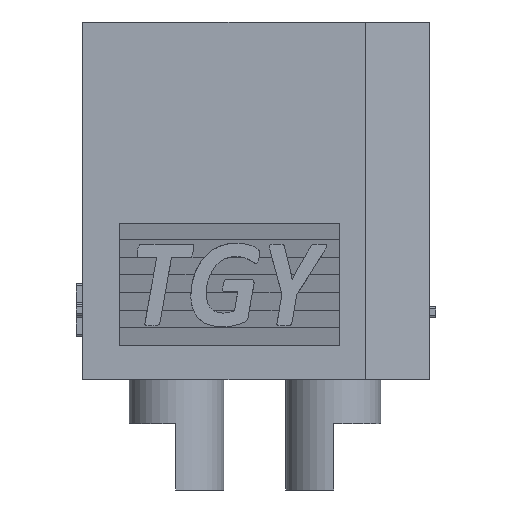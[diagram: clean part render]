
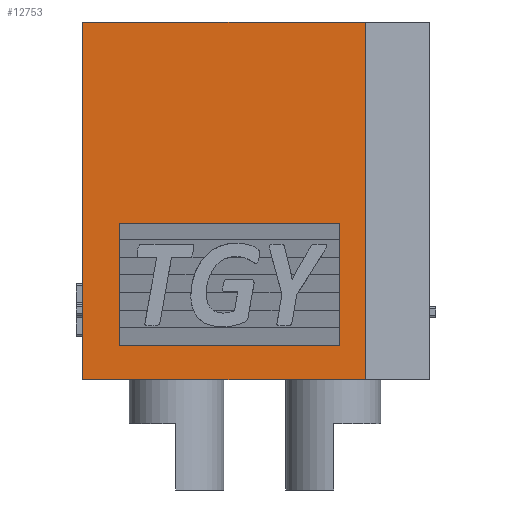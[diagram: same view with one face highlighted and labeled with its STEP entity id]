
A CAD part, front view. The second image highlights one B-rep face of the part: STEP entity #12753.
In plain terms, the highlighted planar face has unit normal (0, -1, 0).
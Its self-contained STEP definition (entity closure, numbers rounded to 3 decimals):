
#137 = DIRECTION ( 'NONE',  ( 1., 0., 0. ) ) ;
#179 = EDGE_CURVE ( 'NONE', #18064, #15684, #17684, .T. ) ;
#273 = VERTEX_POINT ( 'NONE', #16986 ) ;
#647 = DIRECTION ( 'NONE',  ( 0., -1., 0. ) ) ;
#659 = VECTOR ( 'NONE', #16756, 1000. ) ;
#817 = EDGE_CURVE ( 'NONE', #3891, #18064, #8291, .T. ) ;
#1342 = VECTOR ( 'NONE', #19244, 1000. ) ;
#1999 = EDGE_CURVE ( 'NONE', #273, #3891, #11116, .T. ) ;
#2026 = VECTOR ( 'NONE', #4893, 1000. ) ;
#2046 = DIRECTION ( 'NONE',  ( 0., -1., 0. ) ) ;
#2067 = PLANE ( 'NONE',  #7525 ) ;
#2269 = ORIENTED_EDGE ( 'NONE', *, *, #19007, .F. ) ;
#2277 = CARTESIAN_POINT ( 'NONE',  ( -25.195, 28.536, 8.1 ) ) ;
#2969 = AXIS2_PLACEMENT_3D ( 'NONE', #15045, #14776, #16593 ) ;
#2998 = DIRECTION ( 'NONE',  ( 0., -1., 0. ) ) ;
#3435 = LINE ( 'NONE', #6362, #12270 ) ;
#3516 = EDGE_CURVE ( 'NONE', #15896, #8186, #9058, .T. ) ;
#3529 = ORIENTED_EDGE ( 'NONE', *, *, #9299, .F. ) ;
#3550 = CARTESIAN_POINT ( 'NONE',  ( -26.445, 28.536, -6.557 ) ) ;
#3858 = AXIS2_PLACEMENT_3D ( 'NONE', #8322, #647, #11374 ) ;
#3891 = VERTEX_POINT ( 'NONE', #14315 ) ;
#4457 = EDGE_CURVE ( 'NONE', #15684, #15896, #5464, .T. ) ;
#4488 = LINE ( 'NONE', #15570, #2026 ) ;
#4667 = VERTEX_POINT ( 'NONE', #10337 ) ;
#4893 = DIRECTION ( 'NONE',  ( -1., 0., 0. ) ) ;
#4922 = ORIENTED_EDGE ( 'NONE', *, *, #18196, .T. ) ;
#5100 = CARTESIAN_POINT ( 'NONE',  ( -37.995, 28.536, 8.1 ) ) ;
#5245 = EDGE_CURVE ( 'NONE', #6007, #7517, #6585, .T. ) ;
#5464 = CIRCLE ( 'NONE', #3858, 0.1 ) ;
#5477 = VECTOR ( 'NONE', #13434, 1000. ) ;
#5517 = LINE ( 'NONE', #12210, #659 ) ;
#6007 = VERTEX_POINT ( 'NONE', #8606 ) ;
#6362 = CARTESIAN_POINT ( 'NONE',  ( -37.995, 28.536, -8.1 ) ) ;
#6464 = ORIENTED_EDGE ( 'NONE', *, *, #179, .F. ) ;
#6585 = LINE ( 'NONE', #2277, #17119 ) ;
#6675 = DIRECTION ( 'NONE',  ( 0., 0., -1. ) ) ;
#7517 = VERTEX_POINT ( 'NONE', #7994 ) ;
#7525 = AXIS2_PLACEMENT_3D ( 'NONE', #11088, #17373, #14278 ) ;
#7594 = LINE ( 'NONE', #9923, #1342 ) ;
#7607 = CARTESIAN_POINT ( 'NONE',  ( -26.445, 28.536, -1.107 ) ) ;
#7994 = CARTESIAN_POINT ( 'NONE',  ( -25.195, 28.536, -8.1 ) ) ;
#8174 = CARTESIAN_POINT ( 'NONE',  ( -36.345, 28.536, -1.107 ) ) ;
#8186 = VERTEX_POINT ( 'NONE', #10656 ) ;
#8266 = VECTOR ( 'NONE', #15789, 1000. ) ;
#8287 = CARTESIAN_POINT ( 'NONE',  ( -26.345, 28.536, -1.107 ) ) ;
#8291 = CIRCLE ( 'NONE', #2969, 0.1 ) ;
#8322 = CARTESIAN_POINT ( 'NONE',  ( -26.445, 28.536, -6.457 ) ) ;
#8349 = AXIS2_PLACEMENT_3D ( 'NONE', #7607, #2998, #13707 ) ;
#8606 = CARTESIAN_POINT ( 'NONE',  ( -25.195, 28.536, 8.1 ) ) ;
#9058 = LINE ( 'NONE', #8287, #12936 ) ;
#9115 = CARTESIAN_POINT ( 'NONE',  ( -37.995, 28.536, -8.1 ) ) ;
#9299 = EDGE_CURVE ( 'NONE', #4667, #18651, #4488, .T. ) ;
#9923 = CARTESIAN_POINT ( 'NONE',  ( -37.995, 28.536, 8.1 ) ) ;
#10337 = CARTESIAN_POINT ( 'NONE',  ( -26.445, 28.536, -1.007 ) ) ;
#10656 = CARTESIAN_POINT ( 'NONE',  ( -26.345, 28.536, -1.107 ) ) ;
#11088 = CARTESIAN_POINT ( 'NONE',  ( -37.995, 28.536, 8.1 ) ) ;
#11116 = LINE ( 'NONE', #8174, #8266 ) ;
#11195 = CARTESIAN_POINT ( 'NONE',  ( -36.245, 28.536, -1.107 ) ) ;
#11200 = DIRECTION ( 'NONE',  ( 0., 0., 1. ) ) ;
#11264 = EDGE_LOOP ( 'NONE', ( #4922, #14370, #13247, #18518 ) ) ;
#11374 = DIRECTION ( 'NONE',  ( 0., 0., -1. ) ) ;
#12065 = CARTESIAN_POINT ( 'NONE',  ( -36.245, 28.536, -6.557 ) ) ;
#12178 = VERTEX_POINT ( 'NONE', #9115 ) ;
#12210 = CARTESIAN_POINT ( 'NONE',  ( -37.995, 28.536, 8.1 ) ) ;
#12270 = VECTOR ( 'NONE', #137, 1000. ) ;
#12753 = ADVANCED_FACE ( 'NONE', ( #14653, #13678 ), #2067, .F. ) ;
#12936 = VECTOR ( 'NONE', #11200, 1000. ) ;
#13114 = EDGE_CURVE ( 'NONE', #15555, #12178, #5517, .T. ) ;
#13247 = ORIENTED_EDGE ( 'NONE', *, *, #16563, .F. ) ;
#13434 = DIRECTION ( 'NONE',  ( 1., 0., 0. ) ) ;
#13520 = CARTESIAN_POINT ( 'NONE',  ( -26.345, 28.536, -6.457 ) ) ;
#13678 = FACE_OUTER_BOUND ( 'NONE', #11264, .T. ) ;
#13683 = CARTESIAN_POINT ( 'NONE',  ( -36.245, 28.536, -1.007 ) ) ;
#13707 = DIRECTION ( 'NONE',  ( 0., 0., 1. ) ) ;
#14033 = ORIENTED_EDGE ( 'NONE', *, *, #4457, .F. ) ;
#14095 = EDGE_CURVE ( 'NONE', #18651, #273, #16016, .T. ) ;
#14117 = ORIENTED_EDGE ( 'NONE', *, *, #1999, .F. ) ;
#14278 = DIRECTION ( 'NONE',  ( 0., 0., 1. ) ) ;
#14315 = CARTESIAN_POINT ( 'NONE',  ( -36.345, 28.536, -6.457 ) ) ;
#14370 = ORIENTED_EDGE ( 'NONE', *, *, #5245, .F. ) ;
#14523 = DIRECTION ( 'NONE',  ( 0., 0., -1. ) ) ;
#14653 = FACE_BOUND ( 'NONE', #15968, .T. ) ;
#14776 = DIRECTION ( 'NONE',  ( 0., -1., 0. ) ) ;
#15045 = CARTESIAN_POINT ( 'NONE',  ( -36.245, 28.536, -6.457 ) ) ;
#15213 = CARTESIAN_POINT ( 'NONE',  ( -36.245, 28.536, -6.557 ) ) ;
#15555 = VERTEX_POINT ( 'NONE', #5100 ) ;
#15570 = CARTESIAN_POINT ( 'NONE',  ( -36.245, 28.536, -1.007 ) ) ;
#15684 = VERTEX_POINT ( 'NONE', #3550 ) ;
#15789 = DIRECTION ( 'NONE',  ( 0., 0., -1. ) ) ;
#15896 = VERTEX_POINT ( 'NONE', #13520 ) ;
#15968 = EDGE_LOOP ( 'NONE', ( #6464, #17346, #14117, #18480, #3529, #2269, #19582, #14033 ) ) ;
#16016 = CIRCLE ( 'NONE', #16618, 0.1 ) ;
#16183 = CIRCLE ( 'NONE', #8349, 0.1 ) ;
#16563 = EDGE_CURVE ( 'NONE', #15555, #6007, #7594, .T. ) ;
#16593 = DIRECTION ( 'NONE',  ( 0., 0., -1. ) ) ;
#16618 = AXIS2_PLACEMENT_3D ( 'NONE', #11195, #2046, #14523 ) ;
#16756 = DIRECTION ( 'NONE',  ( 0., 0., -1. ) ) ;
#16986 = CARTESIAN_POINT ( 'NONE',  ( -36.345, 28.536, -1.107 ) ) ;
#17119 = VECTOR ( 'NONE', #6675, 1000. ) ;
#17346 = ORIENTED_EDGE ( 'NONE', *, *, #817, .F. ) ;
#17373 = DIRECTION ( 'NONE',  ( 0., 1., 0. ) ) ;
#17684 = LINE ( 'NONE', #12065, #5477 ) ;
#18064 = VERTEX_POINT ( 'NONE', #15213 ) ;
#18196 = EDGE_CURVE ( 'NONE', #12178, #7517, #3435, .T. ) ;
#18480 = ORIENTED_EDGE ( 'NONE', *, *, #14095, .F. ) ;
#18518 = ORIENTED_EDGE ( 'NONE', *, *, #13114, .T. ) ;
#18651 = VERTEX_POINT ( 'NONE', #13683 ) ;
#19007 = EDGE_CURVE ( 'NONE', #8186, #4667, #16183, .T. ) ;
#19244 = DIRECTION ( 'NONE',  ( 1., 0., 0. ) ) ;
#19582 = ORIENTED_EDGE ( 'NONE', *, *, #3516, .F. ) ;
